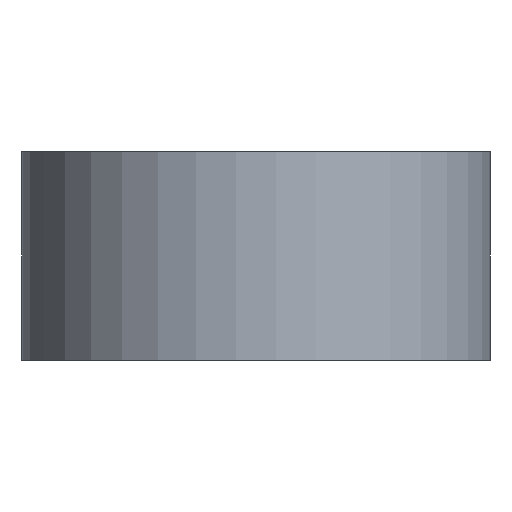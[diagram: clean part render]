
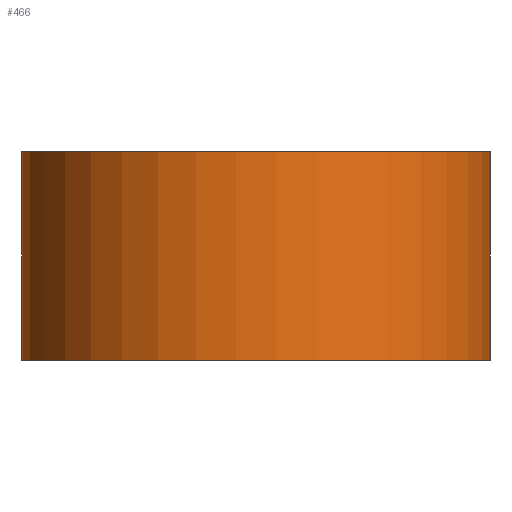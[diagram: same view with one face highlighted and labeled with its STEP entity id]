
A CAD part, front view. The second image highlights one B-rep face of the part: STEP entity #466.
In plain terms, the highlighted cylindrical face has radius 4.5 mm (diameter 9 mm), a partial arc.
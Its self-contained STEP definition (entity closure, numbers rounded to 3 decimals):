
#42=FACE_OUTER_BOUND('',#68,.T.);
#68=EDGE_LOOP('',(#335,#336,#337,#338));
#102=LINE('',#701,#152);
#103=LINE('',#707,#153);
#152=VECTOR('',#564,10.);
#153=VECTOR('',#571,10.);
#201=CIRCLE('',#511,4.5);
#202=CIRCLE('',#512,4.5);
#219=VERTEX_POINT('',#698);
#220=VERTEX_POINT('',#700);
#221=VERTEX_POINT('',#704);
#222=VERTEX_POINT('',#706);
#265=EDGE_CURVE('',#219,#220,#102,.T.);
#267=EDGE_CURVE('',#219,#221,#201,.T.);
#268=EDGE_CURVE('',#222,#221,#103,.T.);
#269=EDGE_CURVE('',#220,#222,#202,.T.);
#335=ORIENTED_EDGE('',*,*,#265,.F.);
#336=ORIENTED_EDGE('',*,*,#267,.T.);
#337=ORIENTED_EDGE('',*,*,#268,.F.);
#338=ORIENTED_EDGE('',*,*,#269,.F.);
#457=CYLINDRICAL_SURFACE('',#510,4.5);
#466=ADVANCED_FACE('',(#42),#457,.T.);
#510=AXIS2_PLACEMENT_3D('',#703,#567,#568);
#511=AXIS2_PLACEMENT_3D('',#705,#569,#570);
#512=AXIS2_PLACEMENT_3D('',#708,#572,#573);
#564=DIRECTION('',(0.,0.,1.));
#567=DIRECTION('center_axis',(0.,0.,1.));
#568=DIRECTION('ref_axis',(0.,-1.,0.));
#569=DIRECTION('center_axis',(0.,0.,1.));
#570=DIRECTION('ref_axis',(-0.722,0.692,0.));
#571=DIRECTION('',(0.,0.,-1.));
#572=DIRECTION('center_axis',(0.,0.,1.));
#573=DIRECTION('ref_axis',(-0.722,0.692,0.));
#698=CARTESIAN_POINT('',(-4.112,-18.172,-10.035));
#700=CARTESIAN_POINT('',(-4.112,-18.172,-6.035));
#701=CARTESIAN_POINT('',(-4.112,-18.172,-10.035));
#703=CARTESIAN_POINT('Origin',(0.,-20.,-10.035));
#704=CARTESIAN_POINT('',(4.112,-18.172,-10.035));
#705=CARTESIAN_POINT('Origin',(0.,-20.,-10.035));
#706=CARTESIAN_POINT('',(4.112,-18.172,-6.035));
#707=CARTESIAN_POINT('',(4.112,-18.172,-10.035));
#708=CARTESIAN_POINT('Origin',(0.,-20.,-6.035));
